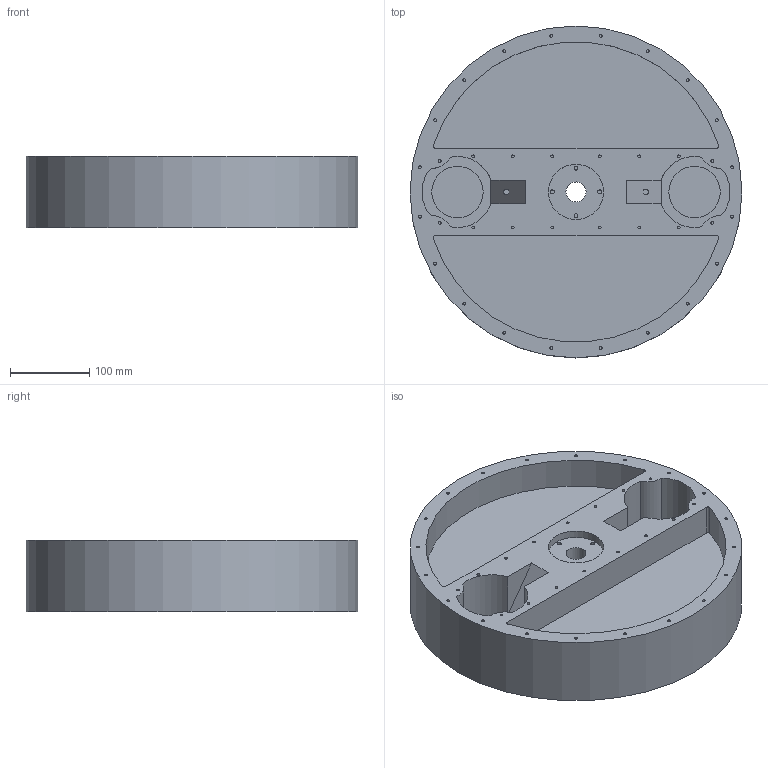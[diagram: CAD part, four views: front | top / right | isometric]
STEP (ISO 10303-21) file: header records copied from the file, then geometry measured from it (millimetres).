
FILE_DESCRIPTION(/* description */ (''),/* implementation_level */ '2;1');
FILE_NAME(/* name */ 'final_design_combined v228.step',/* time_stamp */ '2020-09-24T16:14:43+10:00',/* author */ (''),/* organization */ (''),/* preprocessor_version */ 'ST-DEVELOPER v18.1',/* originating_system */ 'Autodesk Translation Framework v9.3.0.1241',/* authorisation */ '');
FILE_SCHEMA (('AUTOMOTIVE_DESIGN { 1 0 10303 214 3 1 1 }'));
Length unit declared in the file: millimetre
Products named in the file (1): final_design_combined
Bounding box: 420 x 420 x 90 mm (x, y, z)
Volume: 5530890.2 mm3; surface area: 597163.8 mm2
Topology: 1 solids, 1 shells, 184 faces, 314 edges, 208 vertices
Faces by surface type: cylinder 94, plane 90
Full cylindrical faces by diameter (mm): 3.529 x56, 5.035 x8, 7.035 x2, 25.4 x1, 50 x1, 65 x2, 70 x1, 420 x1
Entity records: 4478 total; most frequent: DIRECTION 872, CARTESIAN_POINT 707, ORIENTED_EDGE 628, AXIS2_PLACEMENT_3D 373, EDGE_CURVE 314, EDGE_LOOP 262, VERTEX_POINT 208, CIRCLE 186
